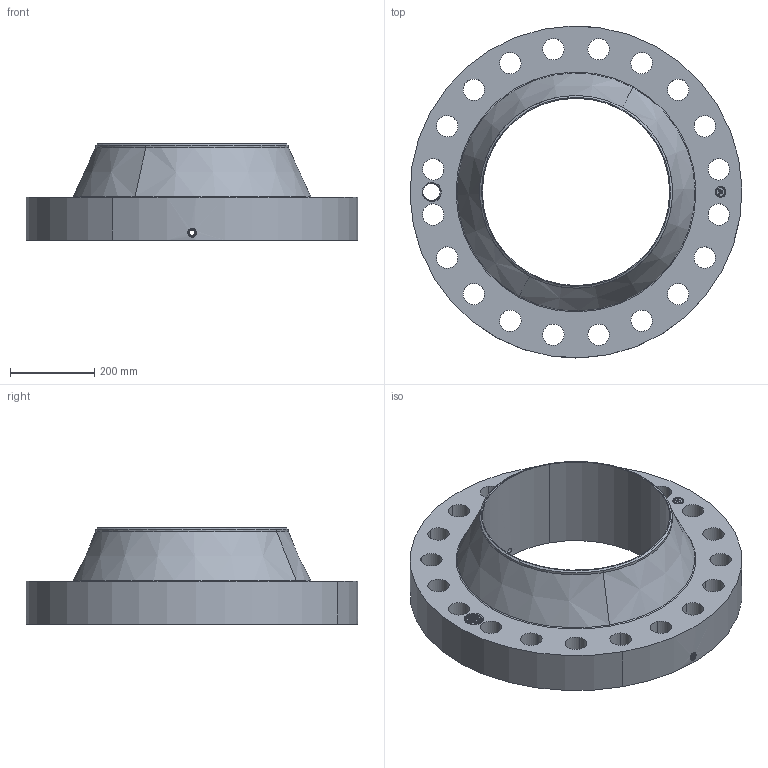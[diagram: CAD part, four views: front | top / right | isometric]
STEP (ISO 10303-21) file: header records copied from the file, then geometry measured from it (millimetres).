
FILE_DESCRIPTION(('3D STEP'),'2;1');
FILE_NAME('18-900-FF-WELD-NECK-10-ORIF-FLANGE.stp','2013-11-03T00:11:50+00:00',('Texas Flange'),(''),'CATIA Version 5 Release 20 SP 6 (IN-10)','CATIA V5 STEP AP214','800-826-3801');
FILE_SCHEMA(('AUTOMOTIVE_DESIGN { 1 0 10303 214 1 1 1 1 }'));
Length unit declared in the file: inch
Products named in the file (1): 18-900-FF-WELD-NECK-10-ORIF-FLANGE
Bounding box: 787.18 x 787.4 x 228.6 mm (x, y, z)
Volume: 35434885.2 mm3; surface area: 1653430.9 mm2
Topology: 1 solids, 1 shells, 892 faces, 2425 edges, 1553 vertices
Faces by surface type: plane 368, bspline 320, cylinder 149, cone 49, revolution 4, torus 2
Entity records: 39434 total; most frequent: CARTESIAN_POINT 18009, ORIENTED_EDGE 4850, EDGE_CURVE 2425, DIRECTION 2186, VERTEX_POINT 1553, VECTOR 1237, LINE 1237, B_SPLINE_CURVE_WITH_KNOTS 1033
